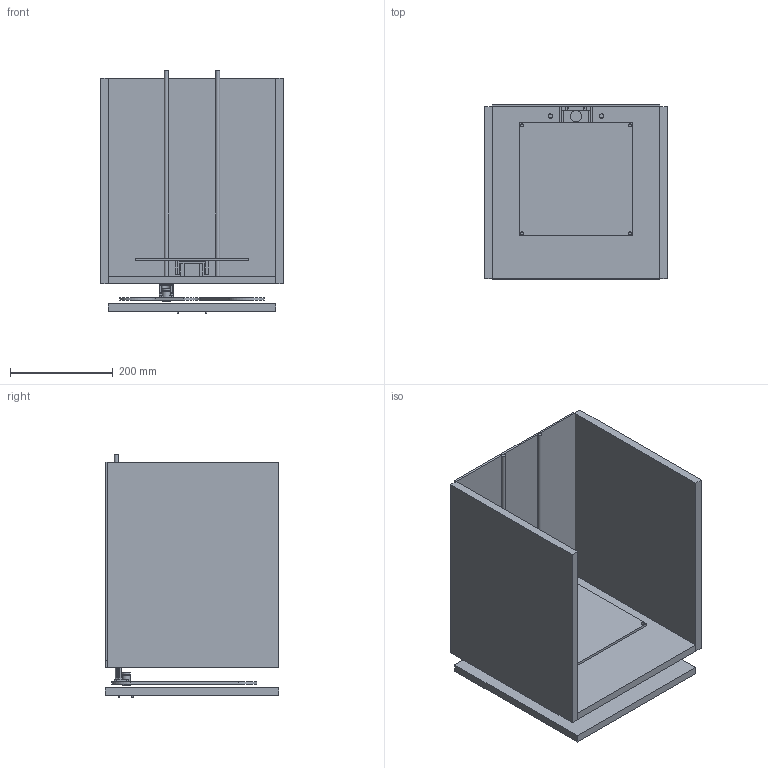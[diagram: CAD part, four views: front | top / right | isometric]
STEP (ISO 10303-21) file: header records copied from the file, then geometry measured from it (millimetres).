
FILE_DESCRIPTION(('FreeCAD Model'),'2;1');
FILE_NAME('3d printer.step', '2019-07-10T15:24:58',('Author'),(''), 'Open CASCADE STEP processor 7.3','FreeCAD','Unknown');
FILE_SCHEMA(('AUTOMOTIVE_DESIGN { 1 0 10303 214 1 1 1 1 }'));
Length unit declared in the file: millimetre
Products named in the file (19): nema_z_axis; Extrude003; Extrude004; frame; bed001; Bed_H; Extrude002; Extrude005; Z_rodes; Common; lm8uu_h; base; baseplate; bed; baseplate_holes; nema17_XY; frame_wall; lm8uu; lm8uu001
Bounding box: 355.25 x 337.68 x 472.52 mm (x, y, z)
Volume: 7390619.4 mm3; surface area: 1594643.9 mm2
Topology: 18 solids, 20 shells, 235 faces, 680 edges, 526 vertices
Faces by surface type: plane 140, cylinder 91, cone 4
Full cylindrical faces by diameter (mm): 3 x8, 3.025 x12, 3.631 x12, 5 x1, 6 x8, 8 x9, 9.511 x1, 13 x2, 15 x3, 22.04 x2
Entity records: 16544 total; most frequent: CARTESIAN_POINT 3308, DIRECTION 2312, LINE 1248, VECTOR 1248, ORIENTED_EDGE 1129, PCURVE 1128, DEFINITIONAL_REPRESENTATION 1128, EDGE_CURVE 564
